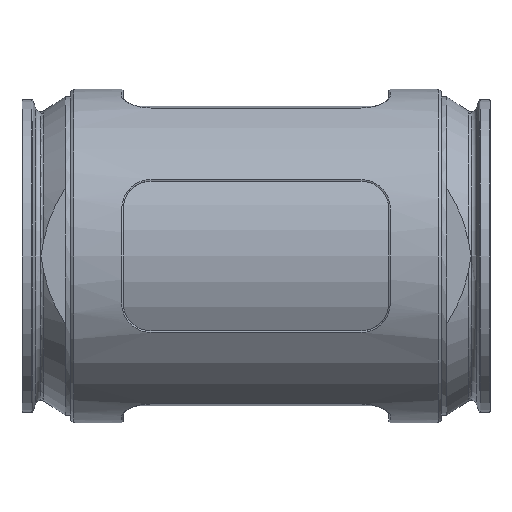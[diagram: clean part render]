
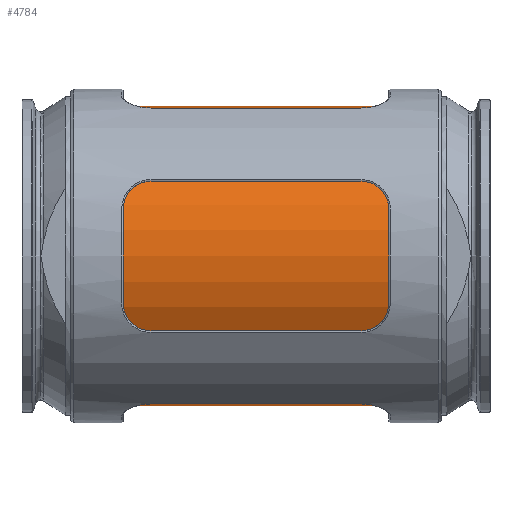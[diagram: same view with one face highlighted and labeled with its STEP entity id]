
A CAD part, left-side view. The second image highlights one B-rep face of the part: STEP entity #4784.
In plain terms, the highlighted cylindrical face has radius 80 mm (diameter 160 mm), a partial arc.
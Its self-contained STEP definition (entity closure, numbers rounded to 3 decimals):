
#31 = EDGE_CURVE ( 'NONE', #3546, #4023, #5500, .T. ) ;
#236 = EDGE_LOOP ( 'NONE', ( #2801, #6374, #5860, #2568 ) ) ;
#248 = CYLINDRICAL_SURFACE ( 'NONE', #9826, 80. ) ;
#615 = CARTESIAN_POINT ( 'NONE',  ( 0., 89.5, 0. ) ) ;
#841 = DIRECTION ( 'NONE',  ( 0., 0., -1. ) ) ;
#1288 = CARTESIAN_POINT ( 'NONE',  ( 0., 89.5, -80. ) ) ;
#1628 = VECTOR ( 'NONE', #10870, 1000. ) ;
#1763 = DIRECTION ( 'NONE',  ( 0., -1., 0. ) ) ;
#2239 = EDGE_CURVE ( 'NONE', #3546, #9930, #7412, .T. ) ;
#2568 = ORIENTED_EDGE ( 'NONE', *, *, #9208, .F. ) ;
#2801 = ORIENTED_EDGE ( 'NONE', *, *, #2239, .F. ) ;
#2804 = FACE_OUTER_BOUND ( 'NONE', #236, .T. ) ;
#3185 = CARTESIAN_POINT ( 'NONE',  ( 0., 89.5, 80. ) ) ;
#3546 = VERTEX_POINT ( 'NONE', #3185 ) ;
#3976 = DIRECTION ( 'NONE',  ( 0., -1., 0. ) ) ;
#4023 = VERTEX_POINT ( 'NONE', #1288 ) ;
#4048 = VECTOR ( 'NONE', #11290, 1000. ) ;
#4093 = DIRECTION ( 'NONE',  ( 0., 0., -1. ) ) ;
#4317 = CARTESIAN_POINT ( 'NONE',  ( 0., -89.5, 0. ) ) ;
#4493 = VERTEX_POINT ( 'NONE', #9366 ) ;
#4784 = ADVANCED_FACE ( 'NONE', ( #2804 ), #248, .T. ) ;
#4940 = AXIS2_PLACEMENT_3D ( 'NONE', #615, #3976, #4093 ) ;
#5319 = CARTESIAN_POINT ( 'NONE',  ( 0., -89.5, 80. ) ) ;
#5500 = CIRCLE ( 'NONE', #4940, 80. ) ;
#5614 = DIRECTION ( 'NONE',  ( 0., 0., -1. ) ) ;
#5860 = ORIENTED_EDGE ( 'NONE', *, *, #6105, .T. ) ;
#6105 = EDGE_CURVE ( 'NONE', #4023, #4493, #11470, .T. ) ;
#6374 = ORIENTED_EDGE ( 'NONE', *, *, #31, .T. ) ;
#6380 = DIRECTION ( 'NONE',  ( 0., -1., 0. ) ) ;
#6716 = AXIS2_PLACEMENT_3D ( 'NONE', #4317, #1763, #841 ) ;
#7298 = CARTESIAN_POINT ( 'NONE',  ( 0., 0., 0. ) ) ;
#7412 = LINE ( 'NONE', #9882, #1628 ) ;
#8832 = CARTESIAN_POINT ( 'NONE',  ( 0., 0., -80. ) ) ;
#9208 = EDGE_CURVE ( 'NONE', #9930, #4493, #10819, .T. ) ;
#9366 = CARTESIAN_POINT ( 'NONE',  ( 0., -89.5, -80. ) ) ;
#9826 = AXIS2_PLACEMENT_3D ( 'NONE', #7298, #6380, #5614 ) ;
#9882 = CARTESIAN_POINT ( 'NONE',  ( 0., 0., 80. ) ) ;
#9930 = VERTEX_POINT ( 'NONE', #5319 ) ;
#10819 = CIRCLE ( 'NONE', #6716, 80. ) ;
#10870 = DIRECTION ( 'NONE',  ( 0., -1., 0. ) ) ;
#11290 = DIRECTION ( 'NONE',  ( 0., -1., 0. ) ) ;
#11470 = LINE ( 'NONE', #8832, #4048 ) ;
